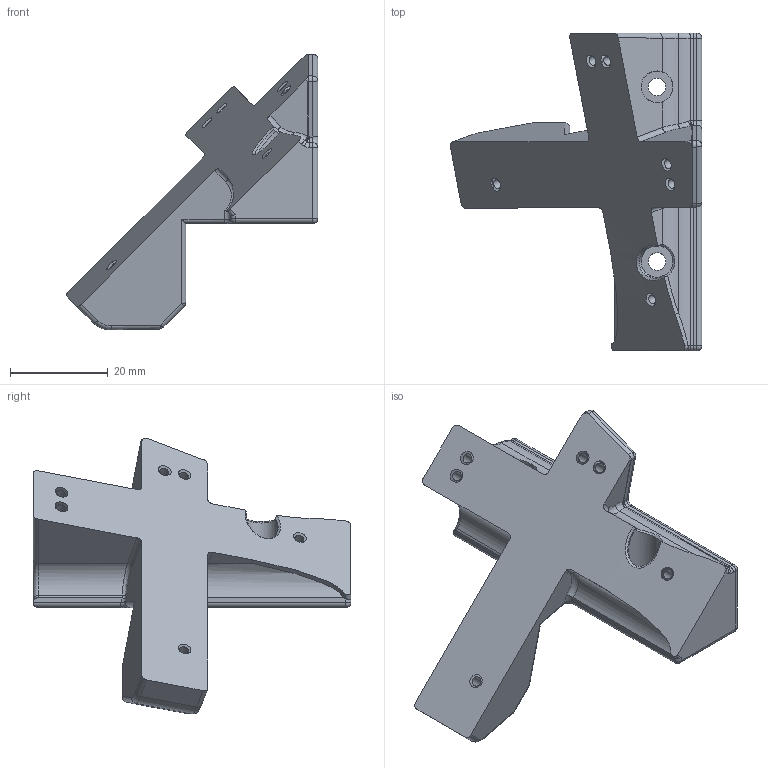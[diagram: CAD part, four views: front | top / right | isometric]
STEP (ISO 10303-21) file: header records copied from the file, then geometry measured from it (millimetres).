
FILE_DESCRIPTION(/* description */ (''),/* implementation_level */ '2;1');
FILE_NAME(/* name */ 'cam mount v.0.4 v5.step',/* time_stamp */ '2025-01-04T00:36:26+03:00',/* author */ (''),/* organization */ (''),/* preprocessor_version */ 'ST-DEVELOPER v20',/* originating_system */ 'Autodesk Translation Framework v13.14.0.145',/* authorisation */ '');
FILE_SCHEMA (('AUTOMOTIVE_DESIGN { 1 0 10303 214 3 1 1 }'));
Length unit declared in the file: millimetre
Products named in the file (1): cam mount v.0.3
Bounding box: 51.49 x 65 x 56.43 mm (x, y, z)
Volume: 28487.6 mm3; surface area: 8977.5 mm2
Topology: 1 solids, 1 shells, 149 faces, 353 edges, 207 vertices
Faces by surface type: cylinder 62, plane 28, bspline 28, sphere 15, torus 10, cone 6
Full cylindrical faces by diameter (mm): 1.9 x6, 3.6 x2, 6.5 x2
Entity records: 5144 total; most frequent: CARTESIAN_POINT 1718, DIRECTION 722, ORIENTED_EDGE 704, EDGE_CURVE 352, AXIS2_PLACEMENT_3D 294, VERTEX_POINT 207, EDGE_LOOP 163, FACE_OUTER_BOUND 149
